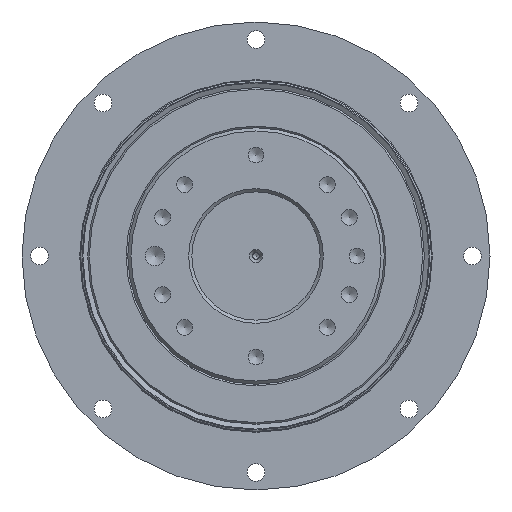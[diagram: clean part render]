
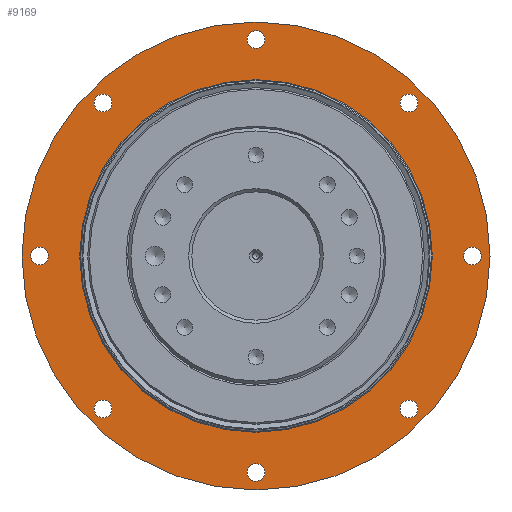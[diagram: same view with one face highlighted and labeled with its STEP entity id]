
A CAD part, left-side view. The second image highlights one B-rep face of the part: STEP entity #9169.
In plain terms, the highlighted planar face has unit normal (-1, 0, 0).
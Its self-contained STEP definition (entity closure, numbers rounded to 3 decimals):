
#1416=PLANE('',#10158);
#1729=FACE_BOUND('',#3075,.T.);
#1730=FACE_BOUND('',#3076,.T.);
#1731=FACE_BOUND('',#3077,.T.);
#1732=FACE_BOUND('',#3078,.T.);
#1733=FACE_BOUND('',#3079,.T.);
#1734=FACE_BOUND('',#3080,.T.);
#1735=FACE_BOUND('',#3081,.T.);
#1736=FACE_BOUND('',#3082,.T.);
#1737=FACE_BOUND('',#3083,.T.);
#2256=FACE_OUTER_BOUND('',#3074,.T.);
#3074=EDGE_LOOP('',(#7328));
#3075=EDGE_LOOP('',(#7329));
#3076=EDGE_LOOP('',(#7330));
#3077=EDGE_LOOP('',(#7331));
#3078=EDGE_LOOP('',(#7332));
#3079=EDGE_LOOP('',(#7333));
#3080=EDGE_LOOP('',(#7334));
#3081=EDGE_LOOP('',(#7335));
#3082=EDGE_LOOP('',(#7336));
#3083=EDGE_LOOP('',(#7337));
#3820=CIRCLE('',#10157,73.);
#3821=CIRCLE('',#10159,2.75);
#3822=CIRCLE('',#10160,2.75);
#3823=CIRCLE('',#10161,2.75);
#3824=CIRCLE('',#10162,2.75);
#3825=CIRCLE('',#10163,2.75);
#3826=CIRCLE('',#10164,2.75);
#3827=CIRCLE('',#10165,2.75);
#3828=CIRCLE('',#10166,2.75);
#3829=CIRCLE('',#10167,55.);
#4530=VERTEX_POINT('',#15631);
#4531=VERTEX_POINT('',#15634);
#4532=VERTEX_POINT('',#15636);
#4533=VERTEX_POINT('',#15638);
#4534=VERTEX_POINT('',#15640);
#4535=VERTEX_POINT('',#15642);
#4536=VERTEX_POINT('',#15644);
#4537=VERTEX_POINT('',#15646);
#4538=VERTEX_POINT('',#15648);
#4539=VERTEX_POINT('',#15650);
#5547=EDGE_CURVE('',#4530,#4530,#3820,.T.);
#5548=EDGE_CURVE('',#4531,#4531,#3821,.T.);
#5549=EDGE_CURVE('',#4532,#4532,#3822,.T.);
#5550=EDGE_CURVE('',#4533,#4533,#3823,.T.);
#5551=EDGE_CURVE('',#4534,#4534,#3824,.T.);
#5552=EDGE_CURVE('',#4535,#4535,#3825,.T.);
#5553=EDGE_CURVE('',#4536,#4536,#3826,.T.);
#5554=EDGE_CURVE('',#4537,#4537,#3827,.T.);
#5555=EDGE_CURVE('',#4538,#4538,#3828,.T.);
#5556=EDGE_CURVE('',#4539,#4539,#3829,.T.);
#7328=ORIENTED_EDGE('',*,*,#5547,.F.);
#7329=ORIENTED_EDGE('',*,*,#5548,.T.);
#7330=ORIENTED_EDGE('',*,*,#5549,.T.);
#7331=ORIENTED_EDGE('',*,*,#5550,.T.);
#7332=ORIENTED_EDGE('',*,*,#5551,.T.);
#7333=ORIENTED_EDGE('',*,*,#5552,.T.);
#7334=ORIENTED_EDGE('',*,*,#5553,.T.);
#7335=ORIENTED_EDGE('',*,*,#5554,.T.);
#7336=ORIENTED_EDGE('',*,*,#5555,.T.);
#7337=ORIENTED_EDGE('',*,*,#5556,.T.);
#9169=ADVANCED_FACE('',(#2256,#1729,#1730,#1731,#1732,#1733,#1734,#1735,
#1736,#1737),#1416,.T.);
#10157=AXIS2_PLACEMENT_3D('',#15632,#12237,#12238);
#10158=AXIS2_PLACEMENT_3D('',#15633,#12239,#12240);
#10159=AXIS2_PLACEMENT_3D('',#15635,#12241,#12242);
#10160=AXIS2_PLACEMENT_3D('',#15637,#12243,#12244);
#10161=AXIS2_PLACEMENT_3D('',#15639,#12245,#12246);
#10162=AXIS2_PLACEMENT_3D('',#15641,#12247,#12248);
#10163=AXIS2_PLACEMENT_3D('',#15643,#12249,#12250);
#10164=AXIS2_PLACEMENT_3D('',#15645,#12251,#12252);
#10165=AXIS2_PLACEMENT_3D('',#15647,#12253,#12254);
#10166=AXIS2_PLACEMENT_3D('',#15649,#12255,#12256);
#10167=AXIS2_PLACEMENT_3D('',#15651,#12257,#12258);
#12237=DIRECTION('center_axis',(1.,0.,0.));
#12238=DIRECTION('ref_axis',(0.,0.,-1.));
#12239=DIRECTION('center_axis',(-1.,0.,0.));
#12240=DIRECTION('ref_axis',(0.,0.,
1.));
#12241=DIRECTION('center_axis',(1.,0.,0.));
#12242=DIRECTION('ref_axis',(0.,-0.707,-0.707));
#12243=DIRECTION('center_axis',(1.,0.,0.));
#12244=DIRECTION('ref_axis',(0.,-1.,0.));
#12245=DIRECTION('center_axis',(1.,0.,0.));
#12246=DIRECTION('ref_axis',(0.,-0.707,0.707));
#12247=DIRECTION('center_axis',(1.,0.,0.));
#12248=DIRECTION('ref_axis',(0.,0.,
1.));
#12249=DIRECTION('center_axis',(1.,0.,0.));
#12250=DIRECTION('ref_axis',(0.,0.707,0.707));
#12251=DIRECTION('center_axis',(1.,0.,0.));
#12252=DIRECTION('ref_axis',(0.,1.,0.));
#12253=DIRECTION('center_axis',(1.,0.,0.));
#12254=DIRECTION('ref_axis',(0.,0.707,-0.707));
#12255=DIRECTION('center_axis',(1.,0.,0.));
#12256=DIRECTION('ref_axis',(0.,0.,-1.));
#12257=DIRECTION('center_axis',(1.,0.,0.));
#12258=DIRECTION('ref_axis',(0.,0.,-1.));
#15631=CARTESIAN_POINT('',(-88.138,123.974,19.272));
#15632=CARTESIAN_POINT('Origin',(-88.138,50.974,19.267));
#15633=CARTESIAN_POINT('Origin',(-88.138,123.974,19.272));
#15634=CARTESIAN_POINT('',(-88.138,100.652,-26.515));
#15635=CARTESIAN_POINT('Origin',(-88.138,98.708,-28.459));
#15636=CARTESIAN_POINT('',(-88.138,53.729,-48.233));
#15637=CARTESIAN_POINT('Origin',(-88.138,50.979,-48.233));
#15638=CARTESIAN_POINT('',(-88.138,5.193,-30.411));
#15639=CARTESIAN_POINT('Origin',(-88.138,3.248,-28.466));
#15640=CARTESIAN_POINT('',(-88.138,-16.525,16.512));
#15641=CARTESIAN_POINT('Origin',(-88.138,-16.526,19.262));
#15642=CARTESIAN_POINT('',(-88.138,1.297,65.049));
#15643=CARTESIAN_POINT('Origin',(-88.138,3.241,66.993));
#15644=CARTESIAN_POINT('',(-88.138,48.22,86.767));
#15645=CARTESIAN_POINT('Origin',(-88.138,50.97,86.767));
#15646=CARTESIAN_POINT('',(-88.138,96.756,68.945));
#15647=CARTESIAN_POINT('Origin',(-88.138,98.701,67.));
#15648=CARTESIAN_POINT('',(-88.138,118.474,22.022));
#15649=CARTESIAN_POINT('Origin',(-88.138,118.474,19.272));
#15650=CARTESIAN_POINT('',(-88.138,105.974,19.271));
#15651=CARTESIAN_POINT('Origin',(-88.138,50.974,19.267));
